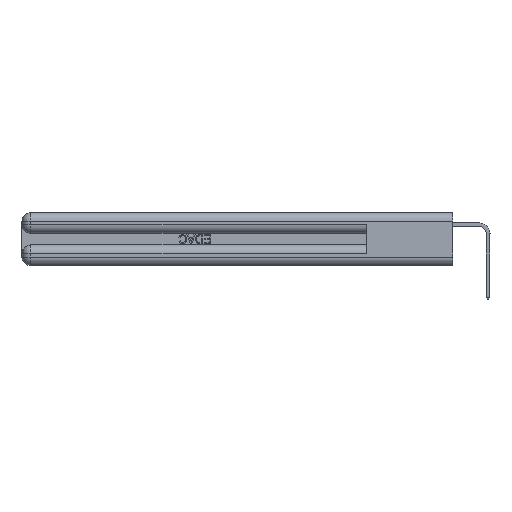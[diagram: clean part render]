
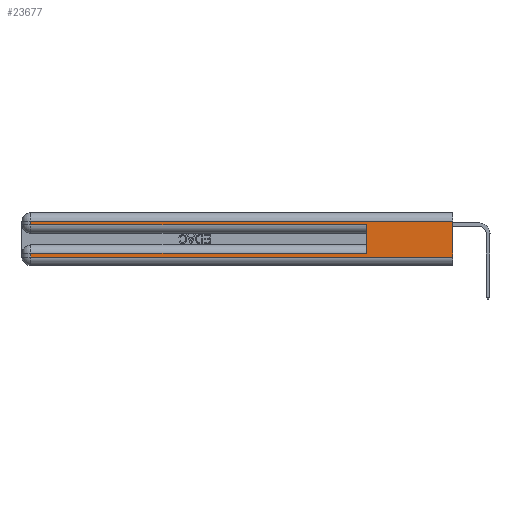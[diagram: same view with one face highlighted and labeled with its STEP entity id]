
A CAD part, left-side view. The second image highlights one B-rep face of the part: STEP entity #23677.
In plain terms, the highlighted planar face has unit normal (-1, 0, 0).
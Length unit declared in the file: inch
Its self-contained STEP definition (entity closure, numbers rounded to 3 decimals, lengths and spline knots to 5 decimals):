
#1301 = CARTESIAN_POINT ( 'NONE',  ( 0., 0., 0.285 ) ) ;
#1549 = DIRECTION ( 'NONE',  ( 0., 0., -1. ) ) ;
#1717 = CARTESIAN_POINT ( 'NONE',  ( 0., 0., 0.31 ) ) ;
#2201 = VERTEX_POINT ( 'NONE', #36071 ) ;
#3942 = EDGE_CURVE ( 'NONE', #26656, #40826, #24058, .T. ) ;
#5125 = EDGE_CURVE ( 'NONE', #46764, #42585, #21114, .T. ) ;
#6784 = VECTOR ( 'NONE', #1549, 39.37008 ) ;
#6967 = CARTESIAN_POINT ( 'NONE',  ( 0., 0., 0.37 ) ) ;
#7165 = ORIENTED_EDGE ( 'NONE', *, *, #3942, .T. ) ;
#9600 = DIRECTION ( 'NONE',  ( 0., 0., -1. ) ) ;
#10588 = DIRECTION ( 'NONE',  ( 1., 0., 0. ) ) ;
#10643 = CARTESIAN_POINT ( 'NONE',  ( 0., 0., 0.06 ) ) ;
#11466 = VECTOR ( 'NONE', #36524, 39.37008 ) ;
#12119 = CARTESIAN_POINT ( 'NONE',  ( 0., 0.6, 0.285 ) ) ;
#14412 = VECTOR ( 'NONE', #36081, 39.37008 ) ;
#15537 = ORIENTED_EDGE ( 'NONE', *, *, #23136, .T. ) ;
#15814 = VECTOR ( 'NONE', #26622, 39.37008 ) ;
#16487 = LINE ( 'NONE', #1717, #24968 ) ;
#18049 = EDGE_CURVE ( 'NONE', #2201, #26656, #16487, .T. ) ;
#18300 = VECTOR ( 'NONE', #39512, 39.37008 ) ;
#18550 = VERTEX_POINT ( 'NONE', #12119 ) ;
#19008 = CARTESIAN_POINT ( 'NONE',  ( 0., 2.94, 0.31 ) ) ;
#19186 = EDGE_CURVE ( 'NONE', #40826, #18550, #42305, .T. ) ;
#20108 = VECTOR ( 'NONE', #9600, 39.37008 ) ;
#20345 = ORIENTED_EDGE ( 'NONE', *, *, #5125, .T. ) ;
#20384 = CARTESIAN_POINT ( 'NONE',  ( 0., 2.94, 0.37 ) ) ;
#21114 = LINE ( 'NONE', #32920, #11466 ) ;
#22313 = ORIENTED_EDGE ( 'NONE', *, *, #34411, .F. ) ;
#22570 = ORIENTED_EDGE ( 'NONE', *, *, #32690, .F. ) ;
#23076 = VERTEX_POINT ( 'NONE', #42797 ) ;
#23136 = EDGE_CURVE ( 'NONE', #25972, #23076, #37498, .T. ) ;
#23677 = ADVANCED_FACE ( 'NONE', ( #41381 ), #28594, .F. ) ;
#24058 = LINE ( 'NONE', #46709, #14412 ) ;
#24693 = VECTOR ( 'NONE', #46760, 39.37008 ) ;
#24968 = VECTOR ( 'NONE', #44957, 39.37008 ) ;
#25813 = LINE ( 'NONE', #28868, #24693 ) ;
#25972 = VERTEX_POINT ( 'NONE', #33137 ) ;
#26622 = DIRECTION ( 'NONE',  ( 0., -1., 0. ) ) ;
#26656 = VERTEX_POINT ( 'NONE', #19008 ) ;
#28594 = PLANE ( 'NONE',  #40514 ) ;
#28868 = CARTESIAN_POINT ( 'NONE',  ( 0., 0.6, 0.145 ) ) ;
#30835 = LINE ( 'NONE', #20384, #20108 ) ;
#30988 = CARTESIAN_POINT ( 'NONE',  ( 0., 0.6, 0.085 ) ) ;
#31573 = CARTESIAN_POINT ( 'NONE',  ( 0., 2.94, 0.285 ) ) ;
#32690 = EDGE_CURVE ( 'NONE', #2201, #23076, #34483, .T. ) ;
#32920 = CARTESIAN_POINT ( 'NONE',  ( 0., 0., 0.085 ) ) ;
#33137 = CARTESIAN_POINT ( 'NONE',  ( 0., 2.94, 0.06 ) ) ;
#34411 = EDGE_CURVE ( 'NONE', #46764, #18550, #25813, .T. ) ;
#34483 = LINE ( 'NONE', #44791, #6784 ) ;
#35854 = DIRECTION ( 'NONE',  ( 0., 0., -1. ) ) ;
#36071 = CARTESIAN_POINT ( 'NONE',  ( 0., 0., 0.31 ) ) ;
#36081 = DIRECTION ( 'NONE',  ( 0., 0., -1. ) ) ;
#36451 = ORIENTED_EDGE ( 'NONE', *, *, #44394, .T. ) ;
#36524 = DIRECTION ( 'NONE',  ( 0., 1., 0. ) ) ;
#37498 = LINE ( 'NONE', #10643, #18300 ) ;
#39512 = DIRECTION ( 'NONE',  ( 0., -1., 0. ) ) ;
#40514 = AXIS2_PLACEMENT_3D ( 'NONE', #6967, #10588, #35854 ) ;
#40826 = VERTEX_POINT ( 'NONE', #31573 ) ;
#41381 = FACE_OUTER_BOUND ( 'NONE', #46765, .T. ) ;
#41776 = CARTESIAN_POINT ( 'NONE',  ( 0., 2.94, 0.085 ) ) ;
#42305 = LINE ( 'NONE', #1301, #15814 ) ;
#42585 = VERTEX_POINT ( 'NONE', #41776 ) ;
#42797 = CARTESIAN_POINT ( 'NONE',  ( 0., 0., 0.06 ) ) ;
#44394 = EDGE_CURVE ( 'NONE', #42585, #25972, #30835, .T. ) ;
#44791 = CARTESIAN_POINT ( 'NONE',  ( 0., 0., 0.37 ) ) ;
#44957 = DIRECTION ( 'NONE',  ( 0., 1., 0. ) ) ;
#45490 = ORIENTED_EDGE ( 'NONE', *, *, #18049, .T. ) ;
#45611 = ORIENTED_EDGE ( 'NONE', *, *, #19186, .T. ) ;
#46709 = CARTESIAN_POINT ( 'NONE',  ( 0., 2.94, 0.37 ) ) ;
#46760 = DIRECTION ( 'NONE',  ( 0., 0., 1. ) ) ;
#46764 = VERTEX_POINT ( 'NONE', #30988 ) ;
#46765 = EDGE_LOOP ( 'NONE', ( #22570, #45490, #7165, #45611, #22313, #20345, #36451, #15537 ) ) ;
